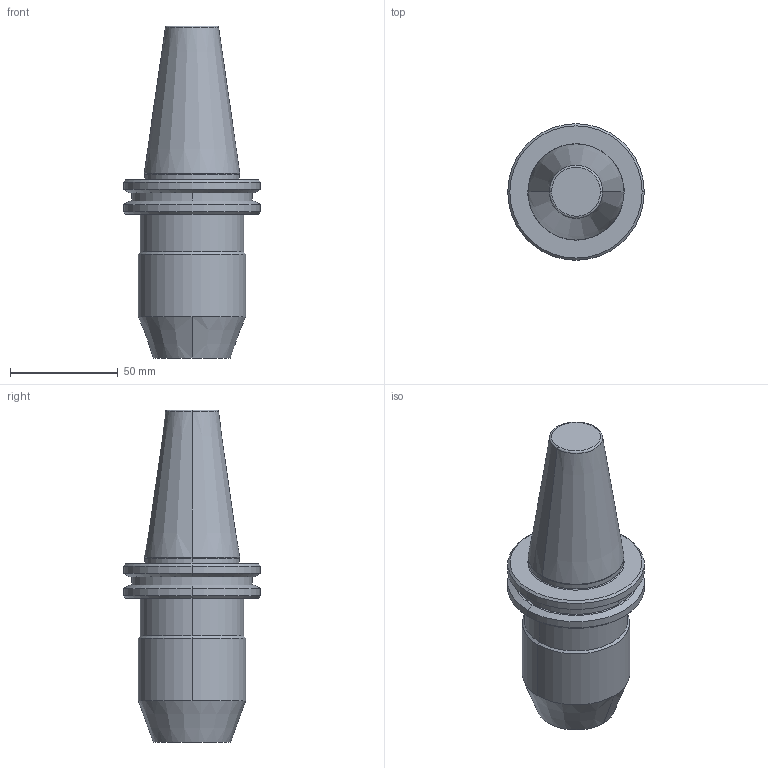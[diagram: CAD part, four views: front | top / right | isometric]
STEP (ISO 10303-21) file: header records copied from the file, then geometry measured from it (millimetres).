
FILE_DESCRIPTION (( 'STEP AP203' ), '1' );
FILE_NAME ('SK40 NCDC1-13 86.STEP', '2019-05-03T10:06:12', ( '' ), ( '' ), 'SwSTEP 2.0', 'SolidWorks 2014', '' );
FILE_SCHEMA (( 'CONFIG_CONTROL_DESIGN' ));
Length unit declared in the file: millimetre
Products named in the file (1): SK40 NCDC1-13 86
Bounding box: 63.5 x 63.5 x 154.4 mm (x, y, z)
Volume: 236085.5 mm3; surface area: 26357.7 mm2
Topology: 1 solids, 1 shells, 38 faces, 76 edges, 44 vertices
Faces by surface type: cone 16, cylinder 12, plane 6, bspline 4
Entity records: 1309 total; most frequent: CARTESIAN_POINT 441, DIRECTION 182, ORIENTED_EDGE 152, AXIS2_PLACEMENT_3D 77, EDGE_CURVE 76, VERTEX_POINT 44, CIRCLE 42, EDGE_LOOP 42
